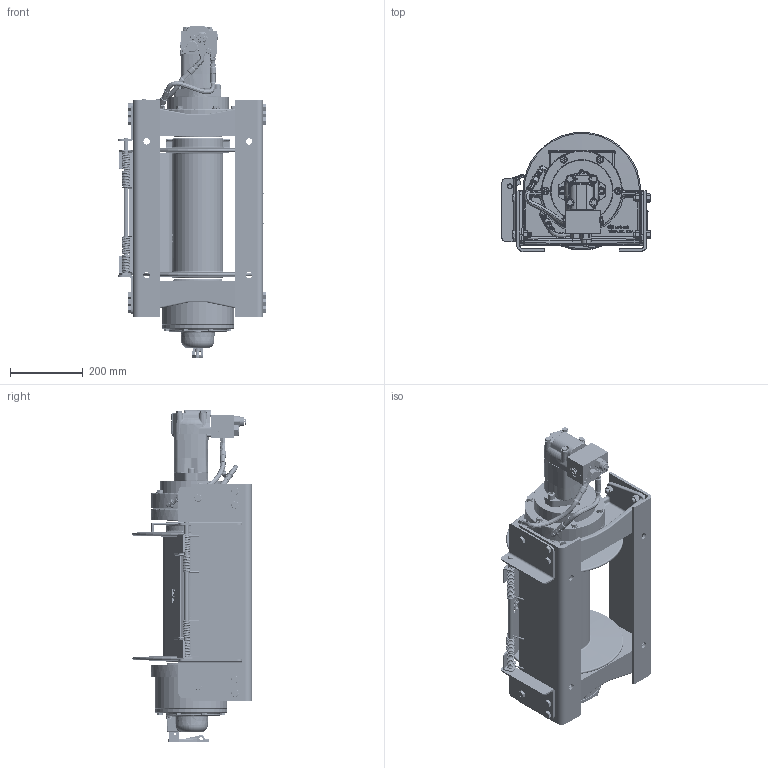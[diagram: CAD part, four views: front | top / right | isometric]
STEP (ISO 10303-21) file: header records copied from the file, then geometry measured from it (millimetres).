
FILE_DESCRIPTION((''),'2;1');
FILE_NAME('TWG-TEMP','2020-10-18T22:28:51',('Administrator'),(''),'CREO PARAMETRIC BY PTC INC, 2019030','CREO PARAMETRIC BY PTC INC, 2019030','');
FILE_SCHEMA(('AUTOMOTIVE_DESIGN { 1 0 10303 214 1 1 1 1 }'));
Products named in the file (1): TWG-TEMP
Bounding box: 409.3 x 328.61 x 915.28 mm (x, y, z)
Volume: 36004 mm3; surface area: 2135247.6 mm2
Topology: 4 solids, 342 shells, 3015 faces, 10703 edges, 7852 vertices
Faces by surface type: plane 1100, cylinder 780, cone 481, torus 368, bspline 236, sphere 38, extrusion 12
Entity records: 297413 total; most frequent: CARTESIAN_POINT 192531, ORIENTED_EDGE 16625, DIRECTION 14973, EDGE_CURVE 10608, VERTEX_POINT 7852, AXIS2_PLACEMENT_3D 5177, VECTOR 4616, LINE 4604
